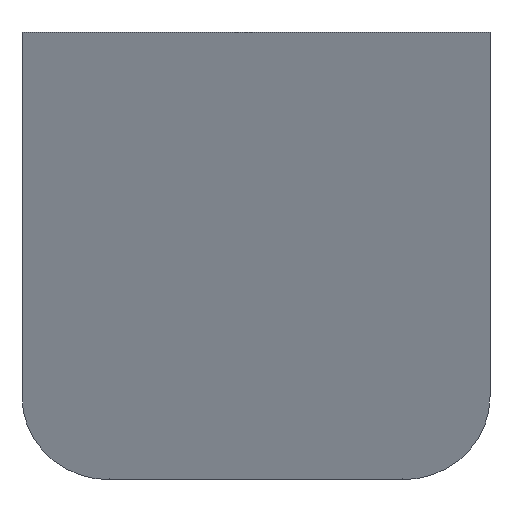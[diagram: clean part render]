
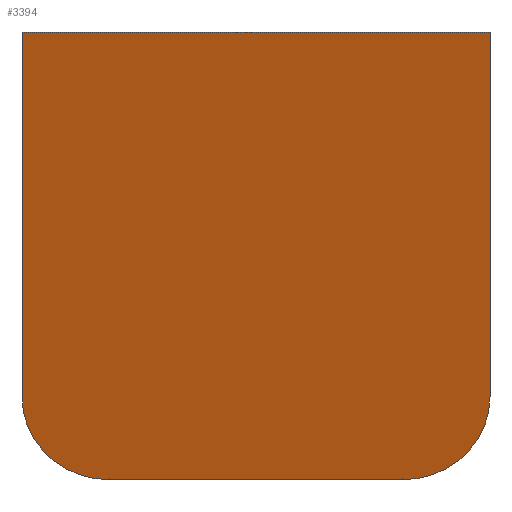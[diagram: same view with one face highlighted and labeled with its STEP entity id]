
A CAD part, front view. The second image highlights one B-rep face of the part: STEP entity #3394.
In plain terms, the highlighted planar face has unit normal (0, -0.951, -0.309).
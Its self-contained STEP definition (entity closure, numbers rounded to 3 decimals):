
#216=PLANE('',#3585);
#261=FACE_OUTER_BOUND('',#434,.T.);
#434=EDGE_LOOP('',(#2319,#2320,#2321,#2322,#2323,#2324));
#778=LINE('',#5075,#1013);
#784=LINE('',#5094,#1019);
#788=LINE('',#5103,#1023);
#789=LINE('',#5104,#1024);
#1013=VECTOR('',#4005,10.);
#1019=VECTOR('',#4023,10.);
#1023=VECTOR('',#4031,10.);
#1024=VECTOR('',#4032,10.);
#1242=CIRCLE('',#3575,10.);
#1246=CIRCLE('',#3582,10.);
#1480=VERTEX_POINT('',#5058);
#1481=VERTEX_POINT('',#5059);
#1487=VERTEX_POINT('',#5073);
#1492=VERTEX_POINT('',#5087);
#1493=VERTEX_POINT('',#5088);
#1494=VERTEX_POINT('',#5093);
#1802=EDGE_CURVE('',#1480,#1481,#1242,.T.);
#1810=EDGE_CURVE('',#1480,#1487,#778,.T.);
#1816=EDGE_CURVE('',#1492,#1493,#1246,.T.);
#1819=EDGE_CURVE('',#1494,#1493,#784,.T.);
#1824=EDGE_CURVE('',#1487,#1494,#788,.T.);
#1825=EDGE_CURVE('',#1481,#1492,#789,.T.);
#2319=ORIENTED_EDGE('',*,*,#1802,.F.);
#2320=ORIENTED_EDGE('',*,*,#1810,.T.);
#2321=ORIENTED_EDGE('',*,*,#1824,.T.);
#2322=ORIENTED_EDGE('',*,*,#1819,.T.);
#2323=ORIENTED_EDGE('',*,*,#1816,.F.);
#2324=ORIENTED_EDGE('',*,*,#1825,.F.);
#3394=ADVANCED_FACE('',(#261),#216,.T.);
#3575=AXIS2_PLACEMENT_3D('',#5060,#3993,#3994);
#3582=AXIS2_PLACEMENT_3D('',#5089,#4017,#4018);
#3585=AXIS2_PLACEMENT_3D('',#5102,#4029,#4030);
#3993=DIRECTION('center_axis',(0.,0.951,0.309));
#3994=DIRECTION('ref_axis',(0.707,0.219,-0.672));
#4005=DIRECTION('',(0.,-0.309,0.951));
#4017=DIRECTION('center_axis',(0.,0.951,0.309));
#4018=DIRECTION('ref_axis',(-0.707,0.219,-0.672));
#4023=DIRECTION('',(0.,0.309,-0.951));
#4029=DIRECTION('center_axis',(0.,-0.951,-0.309));
#4030=DIRECTION('ref_axis',(0.,-0.309,0.951));
#4031=DIRECTION('',(-1.,0.,0.));
#4032=DIRECTION('',(-1.,0.,0.));
#5058=CARTESIAN_POINT('',(0.,0.866,-41.846));
#5059=CARTESIAN_POINT('',(-10.,3.956,-51.357));
#5060=CARTESIAN_POINT('Origin',(-10.,0.866,-41.846));
#5073=CARTESIAN_POINT('',(0.,-12.73,0.));
#5075=CARTESIAN_POINT('',(0.,3.956,-51.357));
#5087=CARTESIAN_POINT('',(-43.72,3.956,-51.357));
#5088=CARTESIAN_POINT('',(-53.72,0.866,-41.846));
#5089=CARTESIAN_POINT('Origin',(-43.72,0.866,-41.846));
#5093=CARTESIAN_POINT('',(-53.72,-12.73,0.));
#5094=CARTESIAN_POINT('',(-53.72,-0.102,-38.867));
#5102=CARTESIAN_POINT('Origin',(0.,3.956,-51.357));
#5103=CARTESIAN_POINT('',(0.,-12.73,0.));
#5104=CARTESIAN_POINT('',(0.,3.956,-51.357));
